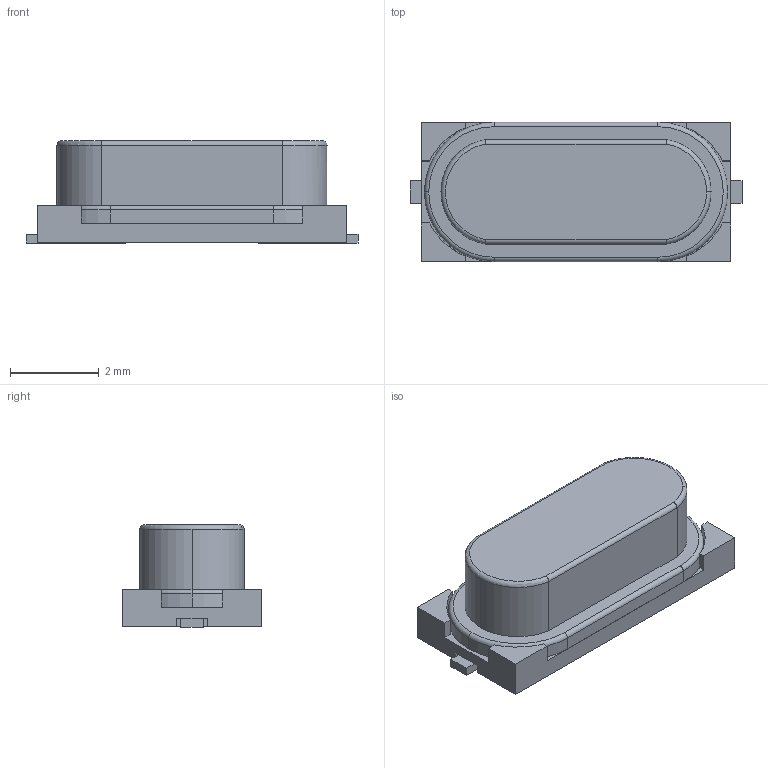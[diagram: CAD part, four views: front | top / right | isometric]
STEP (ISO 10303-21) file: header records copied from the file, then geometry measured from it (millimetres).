
FILE_DESCRIPTION(('FreeCAD Model'),'2;1');
FILE_NAME('Open CASCADE Shape Model','2022-03-08T19:52:48',(''),(''), 'Open CASCADE STEP processor 7.5','FreeCAD','Unknown');
FILE_SCHEMA(('AUTOMOTIVE_DESIGN { 1 0 10303 214 1 1 1 1 }'));
Length unit declared in the file: millimetre
Products named in the file (5): U1; CRYSTAL-SMD_L7.0-W3.2-LS7.5; COMPOUND003; COMPOUND001; COMPOUND002
Assembly tree (4 placements, depth 4):
  U1
    CRYSTAL-SMD_L7.0-W3.2-LS7.5
      COMPOUND003
        COMPOUND001
        COMPOUND002
Bounding box: 7.5 x 3.15 x 2.31 mm (x, y, z)
Volume: 37.3 mm3; surface area: 130.3 mm2
Topology: 2 solids, 2 shells, 134 faces, 353 edges, 231 vertices
Faces by surface type: plane 98, cylinder 16, bspline 14, torus 6
Entity records: 11016 total; most frequent: CARTESIAN_POINT 3189, DIRECTION 1233, LINE 902, VECTOR 902, ORIENTED_EDGE 706, PCURVE 706, DEFINITIONAL_REPRESENTATION 706, EDGE_CURVE 353
